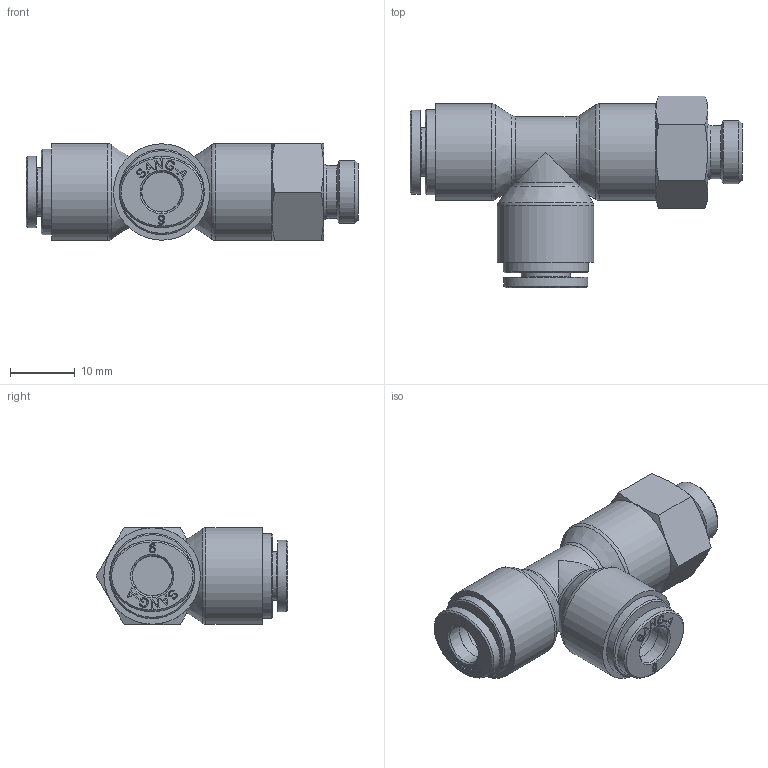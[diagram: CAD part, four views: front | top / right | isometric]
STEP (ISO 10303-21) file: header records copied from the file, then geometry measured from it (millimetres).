
FILE_DESCRIPTION((''),'2;1');
FILE_NAME('HR-PST 06G01.stp','2020-03-19T13:54:35',('user'),(''),'Autodesk Inventor 2013','Autodesk Inventor 2013','');
FILE_SCHEMA(('AUTOMOTIVE_DESIGN { 1 0 10303 214 1 1 1 1 }'));
Length unit declared in the file: millimetre
Products named in the file (6): 조립품3; HR-PUT 06 BODY; HR-COLLAR 06; HR-Collar 06L(SUS); HR-SLEEVE 06; HR-PL BODY 06G01
Assembly tree (6 placements, depth 3):
  조립품3
    HR-PUT 06 BODY
    HR-COLLAR 06  x2
      HR-Collar 06L(SUS)
      HR-SLEEVE 06
    HR-PL BODY 06G01
Bounding box: 51.25 x 29.61 x 15 mm (x, y, z)
Volume: 8120.2 mm3; surface area: 5494.8 mm2
Topology: 6 solids, 6 shells, 267 faces, 663 edges, 435 vertices
Faces by surface type: plane 136, bspline 88, cone 18, cylinder 18, torus 7
Full cylindrical faces by diameter (mm): 4 x1, 6.198 x2, 6.2 x3, 7.5 x2, 8.2 x1, 9.728 x1, 13.15 x2, 14.9 x3
Entity records: 4799 total; most frequent: CARTESIAN_POINT 1436, ORIENTED_EDGE 680, DIRECTION 540, EDGE_CURVE 340, VERTEX_POINT 238, EDGE_LOOP 208, VECTOR 184, LINE 184
